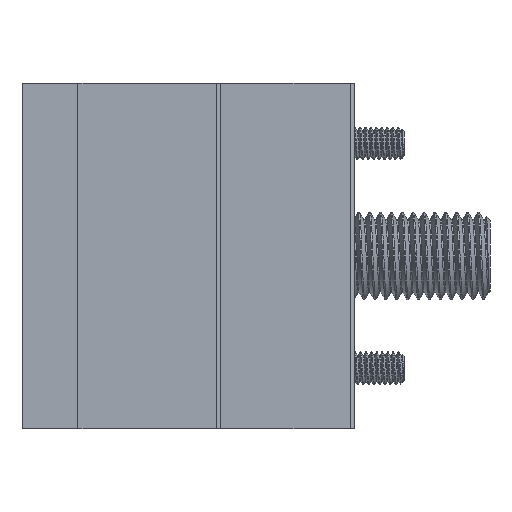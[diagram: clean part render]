
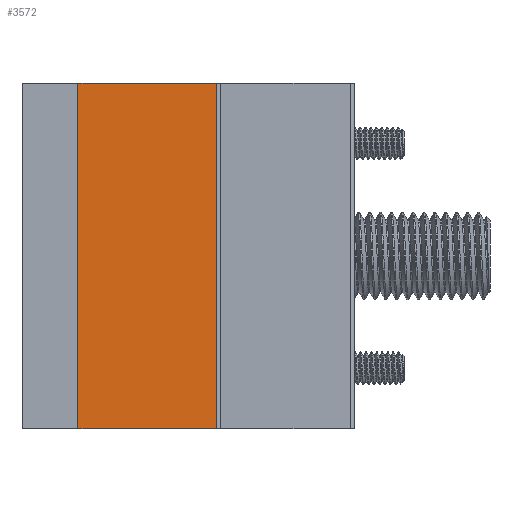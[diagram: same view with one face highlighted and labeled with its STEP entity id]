
A CAD part, left-side view. The second image highlights one B-rep face of the part: STEP entity #3572.
In plain terms, the highlighted planar face has unit normal (-1, 0, 0).
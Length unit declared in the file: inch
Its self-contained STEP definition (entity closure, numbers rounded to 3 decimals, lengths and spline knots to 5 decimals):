
#365 = DIRECTION ( 'NONE',  ( -1., 0., 0. ) ) ;
#453 = VERTEX_POINT ( 'NONE', #4614 ) ;
#475 = EDGE_LOOP ( 'NONE', ( #9122, #11434, #7896, #4967 ) ) ;
#595 = LINE ( 'NONE', #2352, #12693 ) ;
#937 = CARTESIAN_POINT ( 'NONE',  ( -2., 1., -2.5 ) ) ;
#1527 = EDGE_CURVE ( 'NONE', #9664, #453, #2566, .T. ) ;
#1813 = VERTEX_POINT ( 'NONE', #6401 ) ;
#2270 = CARTESIAN_POINT ( 'NONE',  ( -2., 1., 0. ) ) ;
#2352 = CARTESIAN_POINT ( 'NONE',  ( -2., 1., 0. ) ) ;
#2566 = LINE ( 'NONE', #3490, #5255 ) ;
#3345 = DIRECTION ( 'NONE',  ( 0., -1., 0. ) ) ;
#3490 = CARTESIAN_POINT ( 'NONE',  ( -2., 1., -2.5 ) ) ;
#3572 = ADVANCED_FACE ( 'NONE', ( #13215 ), #3777, .T. ) ;
#3777 = PLANE ( 'NONE',  #8307 ) ;
#4122 = EDGE_CURVE ( 'NONE', #453, #13141, #7657, .T. ) ;
#4499 = VECTOR ( 'NONE', #6789, 39.37008 ) ;
#4614 = CARTESIAN_POINT ( 'NONE',  ( -2., 1., -2.5 ) ) ;
#4967 = ORIENTED_EDGE ( 'NONE', *, *, #4122, .T. ) ;
#5255 = VECTOR ( 'NONE', #3345, 39.37008 ) ;
#6386 = CARTESIAN_POINT ( 'NONE',  ( -2., 2., -2.5 ) ) ;
#6401 = CARTESIAN_POINT ( 'NONE',  ( -2., 2., 0. ) ) ;
#6789 = DIRECTION ( 'NONE',  ( 0., 0., 1. ) ) ;
#7157 = DIRECTION ( 'NONE',  ( 0., -1., 0. ) ) ;
#7657 = LINE ( 'NONE', #937, #4499 ) ;
#7896 = ORIENTED_EDGE ( 'NONE', *, *, #1527, .T. ) ;
#8307 = AXIS2_PLACEMENT_3D ( 'NONE', #12051, #365, #8524 ) ;
#8496 = EDGE_CURVE ( 'NONE', #9664, #1813, #12528, .T. ) ;
#8524 = DIRECTION ( 'NONE',  ( 0., -1., 0. ) ) ;
#8864 = CARTESIAN_POINT ( 'NONE',  ( -2., 2., -2.5 ) ) ;
#9122 = ORIENTED_EDGE ( 'NONE', *, *, #9971, .F. ) ;
#9408 = VECTOR ( 'NONE', #9983, 39.37008 ) ;
#9664 = VERTEX_POINT ( 'NONE', #8864 ) ;
#9971 = EDGE_CURVE ( 'NONE', #1813, #13141, #595, .T. ) ;
#9983 = DIRECTION ( 'NONE',  ( 0., 0., 1. ) ) ;
#11434 = ORIENTED_EDGE ( 'NONE', *, *, #8496, .F. ) ;
#12051 = CARTESIAN_POINT ( 'NONE',  ( -2., 1., -2.5 ) ) ;
#12528 = LINE ( 'NONE', #6386, #9408 ) ;
#12693 = VECTOR ( 'NONE', #7157, 39.37008 ) ;
#13141 = VERTEX_POINT ( 'NONE', #2270 ) ;
#13215 = FACE_OUTER_BOUND ( 'NONE', #475, .T. ) ;
